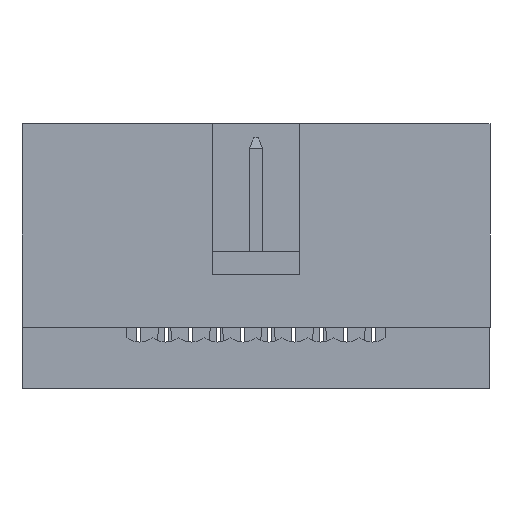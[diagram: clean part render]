
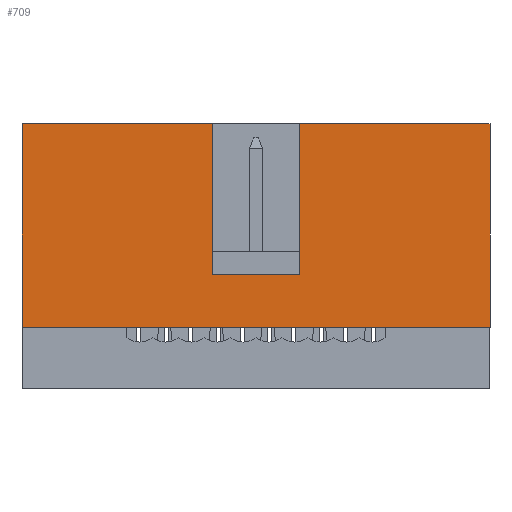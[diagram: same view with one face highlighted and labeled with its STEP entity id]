
A CAD part, front view. The second image highlights one B-rep face of the part: STEP entity #709.
In plain terms, the highlighted planar face has unit normal (0, -1, 0).
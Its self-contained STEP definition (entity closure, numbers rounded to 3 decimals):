
#709 = ADVANCED_FACE( '', ( #1476 ), #1477, .F. );
#1476 = FACE_OUTER_BOUND( '', #2373, .T. );
#1477 = PLANE( '', #2374 );
#2373 = EDGE_LOOP( '', ( #4091, #4092, #4093, #4094, #4095, #4096, #4097, #4098 ) );
#2374 = AXIS2_PLACEMENT_3D( '', #4099, #4100, #4101 );
#4091 = ORIENTED_EDGE( '', *, *, #6335, .T. );
#4092 = ORIENTED_EDGE( '', *, *, #6336, .T. );
#4093 = ORIENTED_EDGE( '', *, *, #6337, .F. );
#4094 = ORIENTED_EDGE( '', *, *, #5992, .F. );
#4095 = ORIENTED_EDGE( '', *, *, #6338, .F. );
#4096 = ORIENTED_EDGE( '', *, *, #6339, .F. );
#4097 = ORIENTED_EDGE( '', *, *, #6340, .F. );
#4098 = ORIENTED_EDGE( '', *, *, #6096, .F. );
#4099 = CARTESIAN_POINT( '', ( 0., -4.2, 0. ) );
#4100 = DIRECTION( '', ( 0., 1., 0. ) );
#4101 = DIRECTION( '', ( 0., 0., 1. ) );
#5992 = EDGE_CURVE( '', #7348, #7350, #7351, .T. );
#6096 = EDGE_CURVE( '', #7514, #7509, #7516, .T. );
#6335 = EDGE_CURVE( '', #7514, #7882, #7883, .T. );
#6336 = EDGE_CURVE( '', #7882, #7884, #7885, .T. );
#6337 = EDGE_CURVE( '', #7350, #7884, #7886, .T. );
#6338 = EDGE_CURVE( '', #7887, #7348, #7888, .T. );
#6339 = EDGE_CURVE( '', #7889, #7887, #7890, .T. );
#6340 = EDGE_CURVE( '', #7509, #7889, #7891, .T. );
#7348 = VERTEX_POINT( '', #9252 );
#7350 = VERTEX_POINT( '', #9255 );
#7351 = LINE( '', #9256, #9257 );
#7509 = VERTEX_POINT( '', #9490 );
#7514 = VERTEX_POINT( '', #9498 );
#7516 = LINE( '', #9501, #9502 );
#7882 = VERTEX_POINT( '', #10047 );
#7883 = LINE( '', #10048, #10049 );
#7884 = VERTEX_POINT( '', #10050 );
#7885 = LINE( '', #10051, #10052 );
#7886 = LINE( '', #10053, #10054 );
#7887 = VERTEX_POINT( '', #10055 );
#7888 = LINE( '', #10056, #10057 );
#7889 = VERTEX_POINT( '', #10058 );
#7890 = LINE( '', #10059, #10060 );
#7891 = LINE( '', #10061, #10062 );
#9252 = CARTESIAN_POINT( '', ( -11.5, -4.2, -5. ) );
#9255 = CARTESIAN_POINT( '', ( -11.5, -4.2, 5. ) );
#9256 = CARTESIAN_POINT( '', ( -11.5, -4.2, -5. ) );
#9257 = VECTOR( '', #11142, 1000. );
#9490 = CARTESIAN_POINT( '', ( 2.15, -4.2, 5. ) );
#9498 = CARTESIAN_POINT( '', ( 2.15, -4.2, -2.4 ) );
#9501 = CARTESIAN_POINT( '', ( 2.15, -4.2, -1.3 ) );
#9502 = VECTOR( '', #11228, 1000. );
#10047 = CARTESIAN_POINT( '', ( -2.15, -4.2, -2.4 ) );
#10048 = CARTESIAN_POINT( '', ( 2.15, -4.2, -2.4 ) );
#10049 = VECTOR( '', #11438, 1000. );
#10050 = CARTESIAN_POINT( '', ( -2.15, -4.2, 5. ) );
#10051 = CARTESIAN_POINT( '', ( -2.15, -4.2, -1.3 ) );
#10052 = VECTOR( '', #11439, 1000. );
#10053 = CARTESIAN_POINT( '', ( -11.5, -4.2, 5. ) );
#10054 = VECTOR( '', #11440, 1000. );
#10055 = CARTESIAN_POINT( '', ( 11.5, -4.2, -5. ) );
#10056 = CARTESIAN_POINT( '', ( 11.5, -4.2, -5. ) );
#10057 = VECTOR( '', #11441, 1000. );
#10058 = CARTESIAN_POINT( '', ( 11.5, -4.2, 5. ) );
#10059 = CARTESIAN_POINT( '', ( 11.5, -4.2, 5. ) );
#10060 = VECTOR( '', #11442, 1000. );
#10061 = CARTESIAN_POINT( '', ( -11.5, -4.2, 5. ) );
#10062 = VECTOR( '', #11443, 1000. );
#11142 = DIRECTION( '', ( 0., 0., 1. ) );
#11228 = DIRECTION( '', ( 0., 0., 1. ) );
#11438 = DIRECTION( '', ( -1., 0., 0. ) );
#11439 = DIRECTION( '', ( 0., 0., 1. ) );
#11440 = DIRECTION( '', ( 1., 0., 0. ) );
#11441 = DIRECTION( '', ( -1., 0., 0. ) );
#11442 = DIRECTION( '', ( 0., 0., -1. ) );
#11443 = DIRECTION( '', ( 1., 0., 0. ) );
